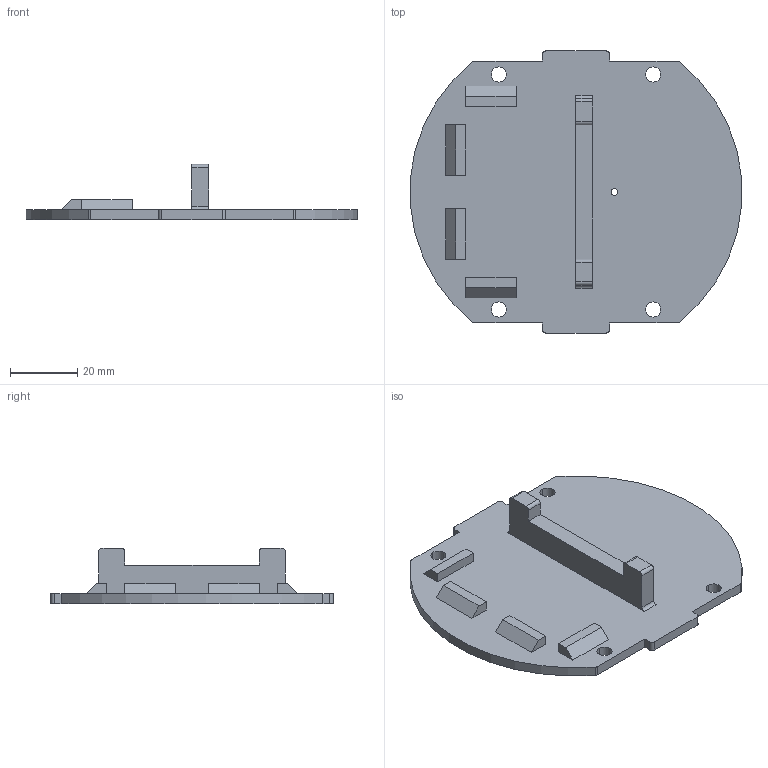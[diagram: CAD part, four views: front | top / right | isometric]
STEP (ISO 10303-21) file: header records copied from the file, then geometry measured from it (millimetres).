
FILE_DESCRIPTION (( 'STEP AP203' ), '1' );
FILE_NAME ('a2_power_m.STEP', '2015-02-27T23:02:12', ( '' ), ( '' ), 'SwSTEP 2.0', 'SolidWorks 2013', '' );
FILE_SCHEMA (( 'CONFIG_CONTROL_DESIGN' ));
Length unit declared in the file: millimetre
Products named in the file (1): a2_power_m
Bounding box: 98.67 x 84 x 16.5 mm (x, y, z)
Volume: 24193.6 mm3; surface area: 16513.1 mm2
Topology: 1 solids, 1 shells, 67 faces, 180 edges, 120 vertices
Faces by surface type: plane 41, cylinder 26
Entity records: 2203 total; most frequent: CARTESIAN_POINT 368, DIRECTION 368, ORIENTED_EDGE 360, EDGE_CURVE 180, LINE 128, VECTOR 128, AXIS2_PLACEMENT_3D 120, VERTEX_POINT 120
